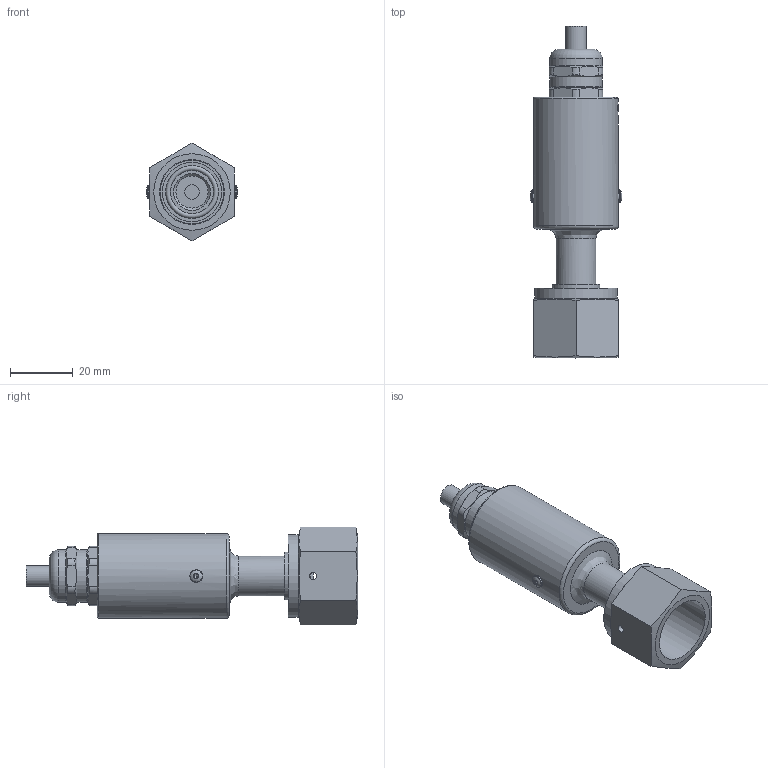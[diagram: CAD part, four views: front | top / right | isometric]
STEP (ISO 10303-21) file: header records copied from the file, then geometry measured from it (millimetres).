
FILE_DESCRIPTION(/* description */ (''),/* implementation_level */ '2;1');
FILE_NAME(/* name */ 'CDG015D(PG9VCR8F)DRAFTA_SOLID.stp',/* time_stamp */ '2024-08-23T08:37:31+02:00',/* author */ ('quen001'),/* organization */ (''),/* preprocessor_version */ 'ST-DEVELOPER v19.2',/* originating_system */ 'Autodesk Inventor 2023',/* authorisation */ '');
FILE_SCHEMA (('AUTOMOTIVE_DESIGN { 1 0 10303 214 3 1 1 }'));
Length unit declared in the file: millimetre
Products named in the file (1): CDG015D(PG9VCR8F)DRAFTA_SOLID_Component16
Bounding box: 29.16 x 105.72 x 31.09 mm (x, y, z)
Volume: 35971.4 mm3; surface area: 14339.2 mm2
Topology: 1 solids, 7 shells, 306 faces, 801 edges, 525 vertices
Faces by surface type: cylinder 120, plane 111, cone 45, torus 20, bspline 8, sphere 2
Full cylindrical faces by diameter (mm): 1.15 x2, 1.45 x1, 2.286 x2, 3.4 x1, 3.55 x1, 4 x2, 4.572 x1, 5 x1, 5.3 x1, 6.606 x1, 8.5 x1, 10 x1, 10.2 x1, 10.7 x1, 12.5 x1, 12.6 x1, 12.7 x1, 13.672 x4, 15.24 x1, 15.328 x5, 15.494 x1, 16.4 x1, 16.7 x2, 18.796 x1, 20.32 x1, 20.625 x1, 26.416 x1, 27 x1
Entity records: 14884 total; most frequent: CARTESIAN_POINT 7596, ORIENTED_EDGE 1598, DIRECTION 1418, EDGE_CURVE 799, AXIS2_PLACEMENT_3D 551, VERTEX_POINT 525, EDGE_LOOP 336, LINE 316
